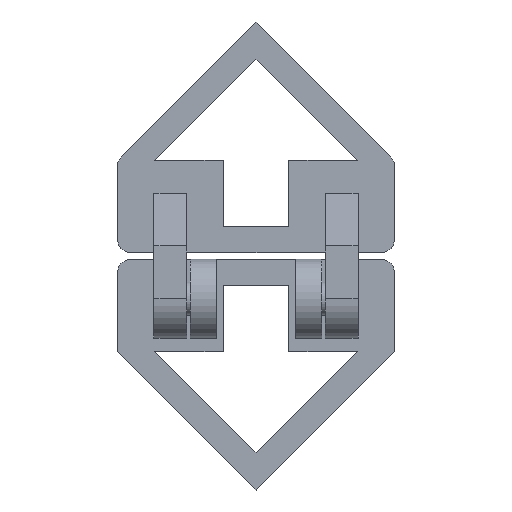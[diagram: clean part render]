
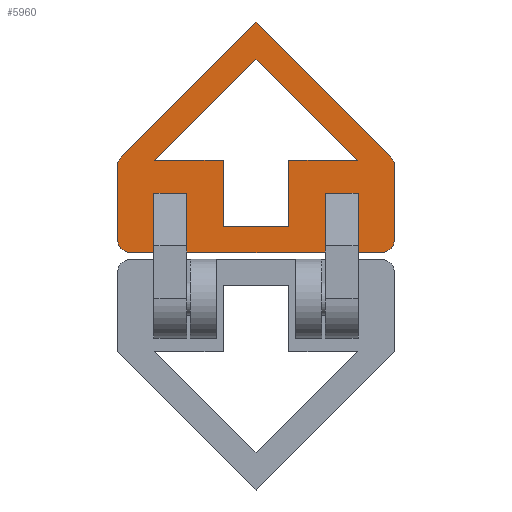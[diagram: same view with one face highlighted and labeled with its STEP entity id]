
A CAD part, top view. The second image highlights one B-rep face of the part: STEP entity #5960.
In plain terms, the highlighted planar face has unit normal (0, 0, 1).
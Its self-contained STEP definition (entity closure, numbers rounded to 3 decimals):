
#639=FACE_BOUND('',#1123,.T.);
#667=PLANE('',#6352);
#786=FACE_OUTER_BOUND('',#1122,.T.);
#1122=EDGE_LOOP('',(#4077,#4078,#4079,#4080,#4081,#4082,#4083,#4084,#4085,
#4086,#4087,#4088,#4089,#4090,#4091,#4092,#4093));
#1123=EDGE_LOOP('',(#4094,#4095,#4096,#4097,#4098,#4099,#4100));
#1487=LINE('',#7355,#1987);
#1488=LINE('',#7359,#1988);
#1489=LINE('',#7361,#1989);
#1490=LINE('',#7365,#1990);
#1491=LINE('',#7369,#1991);
#1492=LINE('',#7371,#1992);
#1493=LINE('',#7373,#1993);
#1494=LINE('',#7375,#1994);
#1495=LINE('',#7377,#1995);
#1496=LINE('',#7379,#1996);
#1497=LINE('',#7381,#1997);
#1498=LINE('',#7383,#1998);
#1499=LINE('',#7384,#1999);
#1500=LINE('',#7387,#2000);
#1501=LINE('',#7389,#2001);
#1502=LINE('',#7391,#2002);
#1503=LINE('',#7393,#2003);
#1504=LINE('',#7395,#2004);
#1505=LINE('',#7397,#2005);
#1506=LINE('',#7398,#2006);
#1987=VECTOR('',#6526,10.);
#1988=VECTOR('',#6529,10.);
#1989=VECTOR('',#6530,10.);
#1990=VECTOR('',#6533,10.);
#1991=VECTOR('',#6536,10.);
#1992=VECTOR('',#6537,10.);
#1993=VECTOR('',#6538,10.);
#1994=VECTOR('',#6539,10.);
#1995=VECTOR('',#6540,10.);
#1996=VECTOR('',#6541,10.);
#1997=VECTOR('',#6542,10.);
#1998=VECTOR('',#6543,10.);
#1999=VECTOR('',#6544,10.);
#2000=VECTOR('',#6545,10.);
#2001=VECTOR('',#6546,10.);
#2002=VECTOR('',#6547,10.);
#2003=VECTOR('',#6548,10.);
#2004=VECTOR('',#6549,10.);
#2005=VECTOR('',#6550,10.);
#2006=VECTOR('',#6551,10.);
#2486=CIRCLE('',#6351,2.);
#2487=CIRCLE('',#6353,2.);
#2488=CIRCLE('',#6354,2.);
#2489=CIRCLE('',#6355,2.);
#2515=VERTEX_POINT('',#7348);
#2516=VERTEX_POINT('',#7350);
#2517=VERTEX_POINT('',#7354);
#2518=VERTEX_POINT('',#7356);
#2519=VERTEX_POINT('',#7358);
#2520=VERTEX_POINT('',#7360);
#2521=VERTEX_POINT('',#7362);
#2522=VERTEX_POINT('',#7364);
#2523=VERTEX_POINT('',#7366);
#2524=VERTEX_POINT('',#7368);
#2525=VERTEX_POINT('',#7370);
#2526=VERTEX_POINT('',#7372);
#2527=VERTEX_POINT('',#7374);
#2528=VERTEX_POINT('',#7376);
#2529=VERTEX_POINT('',#7378);
#2530=VERTEX_POINT('',#7380);
#2531=VERTEX_POINT('',#7382);
#2532=VERTEX_POINT('',#7385);
#2533=VERTEX_POINT('',#7386);
#2534=VERTEX_POINT('',#7388);
#2535=VERTEX_POINT('',#7390);
#2536=VERTEX_POINT('',#7392);
#2537=VERTEX_POINT('',#7394);
#2538=VERTEX_POINT('',#7396);
#3139=EDGE_CURVE('',#2515,#2516,#2486,.T.);
#3141=EDGE_CURVE('',#2515,#2517,#1487,.T.);
#3142=EDGE_CURVE('',#2518,#2517,#2487,.T.);
#3143=EDGE_CURVE('',#2518,#2519,#1488,.T.);
#3144=EDGE_CURVE('',#2519,#2520,#1489,.T.);
#3145=EDGE_CURVE('',#2521,#2520,#2488,.T.);
#3146=EDGE_CURVE('',#2521,#2522,#1490,.T.);
#3147=EDGE_CURVE('',#2523,#2522,#2489,.T.);
#3148=EDGE_CURVE('',#2523,#2524,#1491,.T.);
#3149=EDGE_CURVE('',#2524,#2525,#1492,.T.);
#3150=EDGE_CURVE('',#2525,#2526,#1493,.T.);
#3151=EDGE_CURVE('',#2526,#2527,#1494,.T.);
#3152=EDGE_CURVE('',#2527,#2528,#1495,.T.);
#3153=EDGE_CURVE('',#2528,#2529,#1496,.T.);
#3154=EDGE_CURVE('',#2529,#2530,#1497,.T.);
#3155=EDGE_CURVE('',#2530,#2531,#1498,.T.);
#3156=EDGE_CURVE('',#2531,#2516,#1499,.T.);
#3157=EDGE_CURVE('',#2532,#2533,#1500,.T.);
#3158=EDGE_CURVE('',#2533,#2534,#1501,.T.);
#3159=EDGE_CURVE('',#2534,#2535,#1502,.T.);
#3160=EDGE_CURVE('',#2535,#2536,#1503,.T.);
#3161=EDGE_CURVE('',#2536,#2537,#1504,.T.);
#3162=EDGE_CURVE('',#2537,#2538,#1505,.T.);
#3163=EDGE_CURVE('',#2538,#2532,#1506,.T.);
#4077=ORIENTED_EDGE('',*,*,#3139,.F.);
#4078=ORIENTED_EDGE('',*,*,#3141,.T.);
#4079=ORIENTED_EDGE('',*,*,#3142,.F.);
#4080=ORIENTED_EDGE('',*,*,#3143,.T.);
#4081=ORIENTED_EDGE('',*,*,#3144,.T.);
#4082=ORIENTED_EDGE('',*,*,#3145,.F.);
#4083=ORIENTED_EDGE('',*,*,#3146,.T.);
#4084=ORIENTED_EDGE('',*,*,#3147,.F.);
#4085=ORIENTED_EDGE('',*,*,#3148,.T.);
#4086=ORIENTED_EDGE('',*,*,#3149,.T.);
#4087=ORIENTED_EDGE('',*,*,#3150,.T.);
#4088=ORIENTED_EDGE('',*,*,#3151,.T.);
#4089=ORIENTED_EDGE('',*,*,#3152,.T.);
#4090=ORIENTED_EDGE('',*,*,#3153,.T.);
#4091=ORIENTED_EDGE('',*,*,#3154,.T.);
#4092=ORIENTED_EDGE('',*,*,#3155,.T.);
#4093=ORIENTED_EDGE('',*,*,#3156,.T.);
#4094=ORIENTED_EDGE('',*,*,#3157,.T.);
#4095=ORIENTED_EDGE('',*,*,#3158,.T.);
#4096=ORIENTED_EDGE('',*,*,#3159,.T.);
#4097=ORIENTED_EDGE('',*,*,#3160,.T.);
#4098=ORIENTED_EDGE('',*,*,#3161,.T.);
#4099=ORIENTED_EDGE('',*,*,#3162,.T.);
#4100=ORIENTED_EDGE('',*,*,#3163,.T.);
#5960=ADVANCED_FACE('',(#786,#639),#667,.T.);
#6351=AXIS2_PLACEMENT_3D('',#7351,#6521,#6522);
#6352=AXIS2_PLACEMENT_3D('',#7353,#6524,#6525);
#6353=AXIS2_PLACEMENT_3D('',#7357,#6527,#6528);
#6354=AXIS2_PLACEMENT_3D('',#7363,#6531,#6532);
#6355=AXIS2_PLACEMENT_3D('',#7367,#6534,#6535);
#6521=DIRECTION('center_axis',(0.,0.,-1.));
#6522=DIRECTION('ref_axis',(0.707,-0.707,0.));
#6524=DIRECTION('center_axis',(0.,0.,1.));
#6525=DIRECTION('ref_axis',(1.,0.,0.));
#6526=DIRECTION('',(0.,1.,0.));
#6527=DIRECTION('center_axis',(0.,0.,-1.));
#6528=DIRECTION('ref_axis',(0.924,0.383,0.));
#6529=DIRECTION('',(-0.707,0.707,0.));
#6530=DIRECTION('',(-0.707,-0.707,0.));
#6531=DIRECTION('center_axis',(0.,0.,-1.));
#6532=DIRECTION('ref_axis',(-0.924,0.383,0.));
#6533=DIRECTION('',(0.,-1.,0.));
#6534=DIRECTION('center_axis',(0.,0.,-1.));
#6535=DIRECTION('ref_axis',(-0.707,-0.707,0.));
#6536=DIRECTION('',(1.,0.,0.));
#6537=DIRECTION('',(0.,1.,0.));
#6538=DIRECTION('',(1.,0.,0.));
#6539=DIRECTION('',(0.,-1.,0.));
#6540=DIRECTION('',(1.,0.,0.));
#6541=DIRECTION('',(0.,1.,0.));
#6542=DIRECTION('',(1.,0.,0.));
#6543=DIRECTION('',(0.,-1.,0.));
#6544=DIRECTION('',(1.,0.,0.));
#6545=DIRECTION('',(0.707,-0.707,0.));
#6546=DIRECTION('',(-1.,0.,0.));
#6547=DIRECTION('',(0.,-1.,0.));
#6548=DIRECTION('',(-1.,0.,0.));
#6549=DIRECTION('',(0.,1.,0.));
#6550=DIRECTION('',(-1.,0.,0.));
#6551=DIRECTION('',(0.707,0.707,0.));
#7348=CARTESIAN_POINT('',(21.,2.,0.));
#7350=CARTESIAN_POINT('',(19.,0.,0.));
#7351=CARTESIAN_POINT('Origin',(19.,2.,0.));
#7353=CARTESIAN_POINT('Origin',(0.,17.5,0.));
#7354=CARTESIAN_POINT('',(21.,13.172,0.));
#7355=CARTESIAN_POINT('',(21.,0.,0.));
#7356=CARTESIAN_POINT('',(20.414,14.586,0.));
#7357=CARTESIAN_POINT('Origin',(19.,13.172,0.));
#7358=CARTESIAN_POINT('',(0.,35.,0.));
#7359=CARTESIAN_POINT('',(21.,14.,0.));
#7360=CARTESIAN_POINT('',(-20.414,14.586,0.));
#7361=CARTESIAN_POINT('',(0.,35.,0.));
#7362=CARTESIAN_POINT('',(-21.,13.172,0.));
#7363=CARTESIAN_POINT('Origin',(-19.,13.172,0.));
#7364=CARTESIAN_POINT('',(-21.,2.,0.));
#7365=CARTESIAN_POINT('',(-21.,14.,0.));
#7366=CARTESIAN_POINT('',(-19.,0.,0.));
#7367=CARTESIAN_POINT('Origin',(-19.,2.,0.));
#7368=CARTESIAN_POINT('',(-15.5,0.,0.));
#7369=CARTESIAN_POINT('',(-21.,0.,0.));
#7370=CARTESIAN_POINT('',(-15.5,9.,0.));
#7371=CARTESIAN_POINT('',(-15.5,7.75,0.));
#7372=CARTESIAN_POINT('',(-10.5,9.,0.));
#7373=CARTESIAN_POINT('',(-5.25,9.,0.));
#7374=CARTESIAN_POINT('',(-10.5,0.,0.));
#7375=CARTESIAN_POINT('',(-10.5,7.75,0.));
#7376=CARTESIAN_POINT('',(10.5,0.,0.));
#7377=CARTESIAN_POINT('',(-21.,0.,0.));
#7378=CARTESIAN_POINT('',(10.5,9.,0.));
#7379=CARTESIAN_POINT('',(10.5,7.75,0.));
#7380=CARTESIAN_POINT('',(15.5,9.,0.));
#7381=CARTESIAN_POINT('',(5.25,9.,0.));
#7382=CARTESIAN_POINT('',(15.5,0.,0.));
#7383=CARTESIAN_POINT('',(15.5,7.75,0.));
#7384=CARTESIAN_POINT('',(-21.,0.,0.));
#7385=CARTESIAN_POINT('',(0.,29.343,0.));
#7386=CARTESIAN_POINT('',(15.343,14.,0.));
#7387=CARTESIAN_POINT('',(0.,29.343,0.));
#7388=CARTESIAN_POINT('',(5.,14.,0.));
#7389=CARTESIAN_POINT('',(15.343,14.,0.));
#7390=CARTESIAN_POINT('',(5.,4.,0.));
#7391=CARTESIAN_POINT('',(5.,14.,0.));
#7392=CARTESIAN_POINT('',(-5.,4.,0.));
#7393=CARTESIAN_POINT('',(5.,4.,0.));
#7394=CARTESIAN_POINT('',(-5.,14.,0.));
#7395=CARTESIAN_POINT('',(-5.,4.,0.));
#7396=CARTESIAN_POINT('',(-15.343,14.,0.));
#7397=CARTESIAN_POINT('',(-5.,14.,0.));
#7398=CARTESIAN_POINT('',(-15.343,14.,0.));
